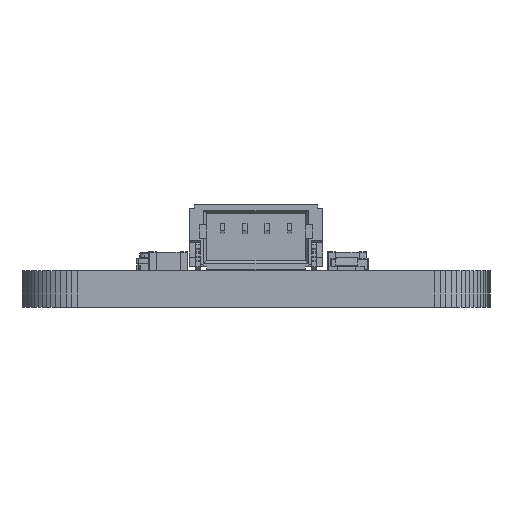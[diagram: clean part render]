
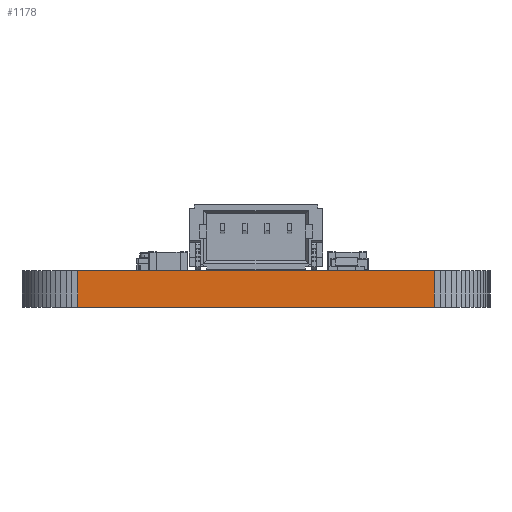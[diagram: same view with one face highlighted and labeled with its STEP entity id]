
A CAD part, left-side view. The second image highlights one B-rep face of the part: STEP entity #1178.
In plain terms, the highlighted planar face has unit normal (-1, 0, 0).
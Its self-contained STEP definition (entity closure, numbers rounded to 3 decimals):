
#1122 = VERTEX_POINT('',#1123);
#1123 = CARTESIAN_POINT('',(1.,-4.5,0.82));
#1129 = EDGE_CURVE('',#1130,#1122,#1132,.T.);
#1130 = VERTEX_POINT('',#1131);
#1131 = CARTESIAN_POINT('',(1.,-4.5,-0.82));
#1132 = LINE('',#1133,#1134);
#1133 = CARTESIAN_POINT('',(1.,-4.5,-0.82));
#1134 = VECTOR('',#1135,1.);
#1135 = DIRECTION('',(0.,0.,1.));
#1178 = ADVANCED_FACE('',(#1179),#1204,.F.);
#1179 = FACE_BOUND('',#1180,.F.);
#1180 = EDGE_LOOP('',(#1181,#1182,#1190,#1198));
#1181 = ORIENTED_EDGE('',*,*,#1129,.T.);
#1182 = ORIENTED_EDGE('',*,*,#1183,.T.);
#1183 = EDGE_CURVE('',#1122,#1184,#1186,.T.);
#1184 = VERTEX_POINT('',#1185);
#1185 = CARTESIAN_POINT('',(1.,-20.5,0.82));
#1186 = LINE('',#1187,#1188);
#1187 = CARTESIAN_POINT('',(1.,-4.5,0.82));
#1188 = VECTOR('',#1189,1.);
#1189 = DIRECTION('',(0.,-1.,0.));
#1190 = ORIENTED_EDGE('',*,*,#1191,.F.);
#1191 = EDGE_CURVE('',#1192,#1184,#1194,.T.);
#1192 = VERTEX_POINT('',#1193);
#1193 = CARTESIAN_POINT('',(1.,-20.5,-0.82));
#1194 = LINE('',#1195,#1196);
#1195 = CARTESIAN_POINT('',(1.,-20.5,-0.82));
#1196 = VECTOR('',#1197,1.);
#1197 = DIRECTION('',(0.,0.,1.));
#1198 = ORIENTED_EDGE('',*,*,#1199,.F.);
#1199 = EDGE_CURVE('',#1130,#1192,#1200,.T.);
#1200 = LINE('',#1201,#1202);
#1201 = CARTESIAN_POINT('',(1.,-4.5,-0.82));
#1202 = VECTOR('',#1203,1.);
#1203 = DIRECTION('',(0.,-1.,0.));
#1204 = PLANE('',#1205);
#1205 = AXIS2_PLACEMENT_3D('',#1206,#1207,#1208);
#1206 = CARTESIAN_POINT('',(1.,-4.5,-0.82));
#1207 = DIRECTION('',(1.,0.,-0.));
#1208 = DIRECTION('',(0.,-1.,0.));
